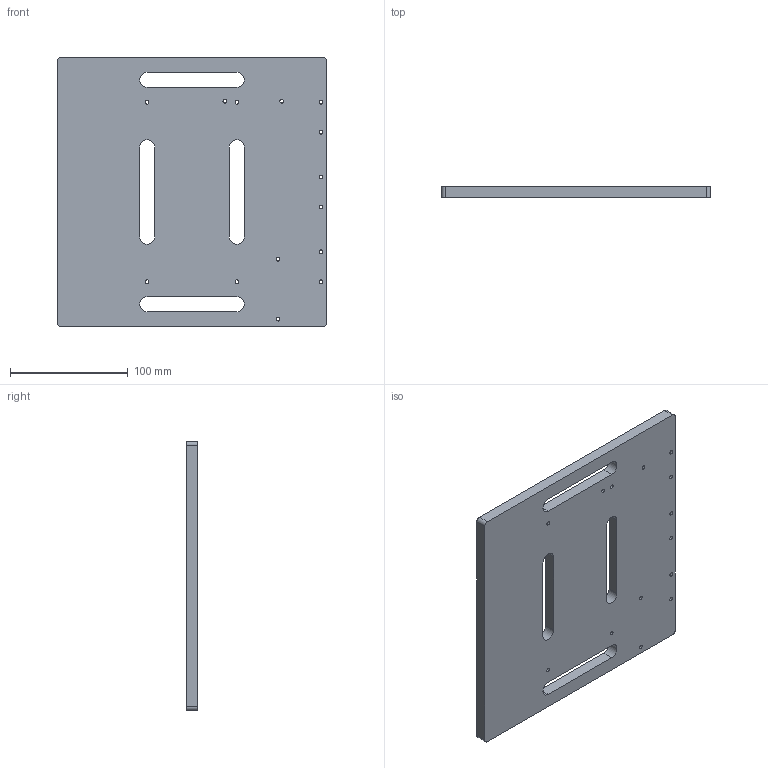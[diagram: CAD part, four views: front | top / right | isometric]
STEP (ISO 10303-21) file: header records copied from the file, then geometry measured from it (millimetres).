
FILE_DESCRIPTION(/* description */ (''),/* implementation_level */ '2;1');
FILE_NAME(/* name */ 'TopPlateV1.stp',/* time_stamp */ '2017-03-20T23:23:44-04:00',/* author */ ('Naga'),/* organization */ (''),/* preprocessor_version */ 'ST-DEVELOPER v16.5',/* originating_system */ 'Autodesk Inventor 2017',/* authorisation */ '');
FILE_SCHEMA (('AUTOMOTIVE_DESIGN { 1 0 10303 214 3 1 1 }'));
Length unit declared in the file: inch
Products named in the file (1): TopPlateV1
Bounding box: 228.6 x 9.53 x 228.6 mm (x, y, z)
Volume: 454921.6 mm3; surface area: 112836 mm2
Topology: 1 solids, 1 shells, 40 faces, 114 edges, 76 vertices
Faces by surface type: cylinder 26, plane 14
Full cylindrical faces by diameter (mm): 3.175 x14
Entity records: 1364 total; most frequent: DIRECTION 234, CARTESIAN_POINT 217, ORIENTED_EDGE 200, EDGE_CURVE 100, AXIS2_PLACEMENT_3D 93, EDGE_LOOP 90, VERTEX_POINT 76, CIRCLE 52
